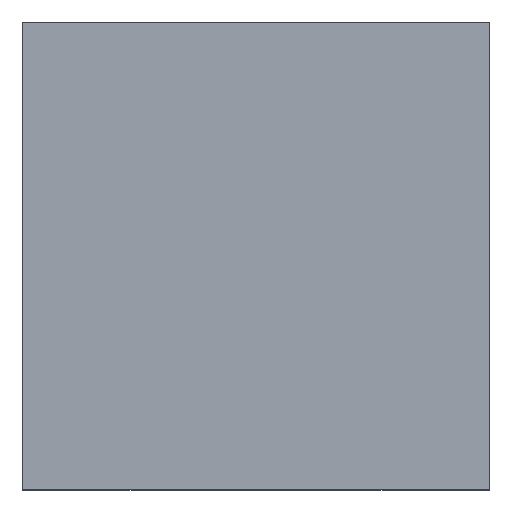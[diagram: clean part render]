
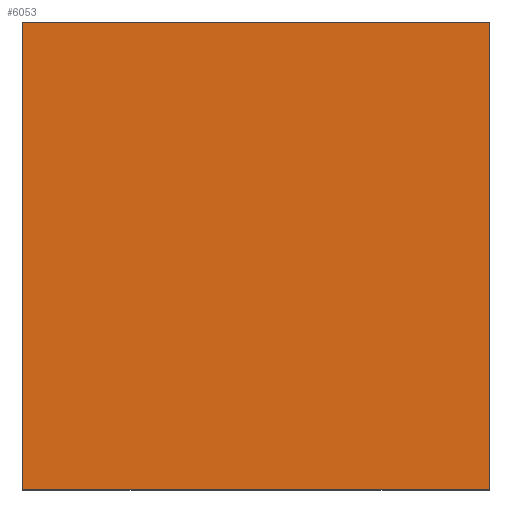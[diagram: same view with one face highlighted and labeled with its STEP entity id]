
A CAD part, top view. The second image highlights one B-rep face of the part: STEP entity #6053.
In plain terms, the highlighted face is planar.
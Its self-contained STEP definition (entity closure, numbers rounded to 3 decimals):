
#4368=DIRECTION('',(1.,0.,0.));
#4369=VECTOR('',#4368,2.);
#4370=CARTESIAN_POINT('',(-1.,0.975,1.));
#4371=LINE('',#4370,#4369);
#4375=DIRECTION('',(0.,0.,1.));
#4376=VECTOR('',#4375,2.);
#4377=CARTESIAN_POINT('',(-1.,0.975,-1.));
#4378=LINE('',#4377,#4376);
#4382=DIRECTION('',(-1.,0.,0.));
#4383=VECTOR('',#4382,2.);
#4384=CARTESIAN_POINT('',(1.,0.975,-1.));
#4385=LINE('',#4384,#4383);
#4389=DIRECTION('',(0.,0.,-1.));
#4390=VECTOR('',#4389,2.);
#4391=CARTESIAN_POINT('',(1.,0.975,1.));
#4392=LINE('',#4391,#4390);
#5124=CARTESIAN_POINT('',(-1.,0.975,1.));
#5125=CARTESIAN_POINT('',(1.,0.975,1.));
#5126=VERTEX_POINT('',#5124);
#5127=VERTEX_POINT('',#5125);
#5128=CARTESIAN_POINT('',(1.,0.975,-1.));
#5129=VERTEX_POINT('',#5128);
#5130=CARTESIAN_POINT('',(-1.,0.975,-1.));
#5131=VERTEX_POINT('',#5130);
#6042=CARTESIAN_POINT('',(0.,0.975,0.));
#6043=DIRECTION('',(0.,1.,0.));
#6044=DIRECTION('',(1.,0.,0.));
#6045=AXIS2_PLACEMENT_3D('',#6042,#6043,#6044);
#6046=PLANE('',#6045);
#6047=ORIENTED_EDGE('',*,*,#5904,.F.);
#6048=ORIENTED_EDGE('',*,*,#5933,.F.);
#6049=ORIENTED_EDGE('',*,*,#5974,.F.);
#6050=ORIENTED_EDGE('',*,*,#6008,.F.);
#6051=EDGE_LOOP('',(#6047,#6048,#6049,#6050));
#6052=FACE_OUTER_BOUND('',#6051,.F.);
#5904=EDGE_CURVE('',#5126,#5127,#4371,.T.);
#5933=EDGE_CURVE('',#5131,#5126,#4378,.T.);
#5974=EDGE_CURVE('',#5129,#5131,#4385,.T.);
#6008=EDGE_CURVE('',#5127,#5129,#4392,.T.);
#6053=ADVANCED_FACE('',(#6052),#6046,.T.);
